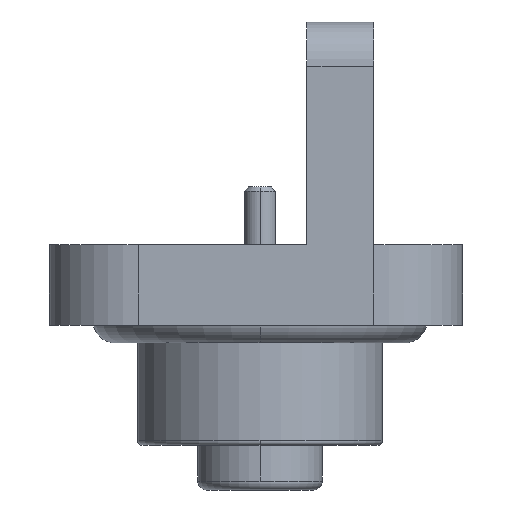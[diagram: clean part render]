
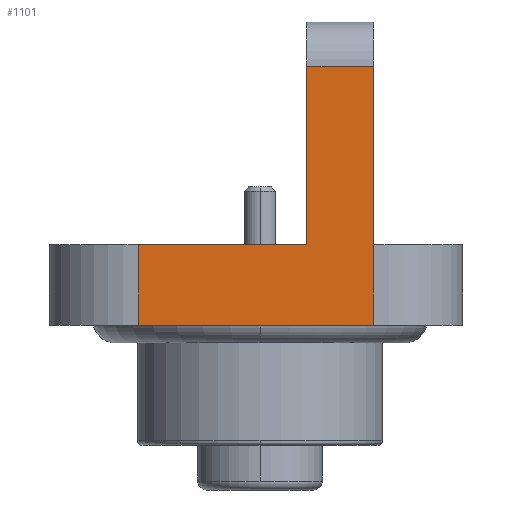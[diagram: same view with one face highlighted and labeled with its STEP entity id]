
A CAD part, left-side view. The second image highlights one B-rep face of the part: STEP entity #1101.
In plain terms, the highlighted planar face has unit normal (-1, 0, 0).
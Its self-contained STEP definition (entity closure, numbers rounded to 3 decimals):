
#22 = LINE ( 'NONE', #2011, #1073 ) ;
#108 = DIRECTION ( 'NONE',  ( 0., 0., 1. ) ) ;
#149 = ORIENTED_EDGE ( 'NONE', *, *, #3164, .F. ) ;
#546 = VECTOR ( 'NONE', #4928, 1000. ) ;
#848 = ORIENTED_EDGE ( 'NONE', *, *, #1868, .T. ) ;
#1018 = EDGE_CURVE ( 'NONE', #5221, #3957, #4923, .T. ) ;
#1073 = VECTOR ( 'NONE', #5873, 1000. ) ;
#1101 = ADVANCED_FACE ( 'NONE', ( #5676 ), #5187, .F. ) ;
#1143 = EDGE_LOOP ( 'NONE', ( #2279, #848, #4008, #149, #2644, #4510, #3791 ) ) ;
#1174 = VERTEX_POINT ( 'NONE', #2739 ) ;
#1342 = DIRECTION ( 'NONE',  ( 0., 1., 0. ) ) ;
#1658 = DIRECTION ( 'NONE',  ( 0., 0., -1. ) ) ;
#1742 = CARTESIAN_POINT ( 'NONE',  ( -13.65, 17.45, 20.4 ) ) ;
#1761 = CARTESIAN_POINT ( 'NONE',  ( -13.65, 22.73, 16.4 ) ) ;
#1868 = EDGE_CURVE ( 'NONE', #3957, #2259, #1948, .T. ) ;
#1948 = LINE ( 'NONE', #3857, #5795 ) ;
#2011 = CARTESIAN_POINT ( 'NONE',  ( -13.65, 18.95, 16.4 ) ) ;
#2120 = CARTESIAN_POINT ( 'NONE',  ( -13.65, 17.45, 20.4 ) ) ;
#2259 = VERTEX_POINT ( 'NONE', #5409 ) ;
#2279 = ORIENTED_EDGE ( 'NONE', *, *, #1018, .T. ) ;
#2594 = CARTESIAN_POINT ( 'NONE',  ( -13.65, 18.95, 16.4 ) ) ;
#2617 = VECTOR ( 'NONE', #1658, 1000. ) ;
#2644 = ORIENTED_EDGE ( 'NONE', *, *, #5653, .T. ) ;
#2739 = CARTESIAN_POINT ( 'NONE',  ( -13.65, 18.95, 20.4 ) ) ;
#2780 = CARTESIAN_POINT ( 'NONE',  ( -13.65, 20., 17.5 ) ) ;
#2798 = EDGE_CURVE ( 'NONE', #2901, #1174, #5684, .T. ) ;
#2901 = VERTEX_POINT ( 'NONE', #5901 ) ;
#3030 = CARTESIAN_POINT ( 'NONE',  ( -13.65, 17.45, 20.4 ) ) ;
#3164 = EDGE_CURVE ( 'NONE', #4911, #5475, #5727, .T. ) ;
#3234 = VECTOR ( 'NONE', #5979, 1000. ) ;
#3282 = DIRECTION ( 'NONE',  ( 1., 0., 0. ) ) ;
#3614 = CARTESIAN_POINT ( 'NONE',  ( -13.65, 17.45, 16.4 ) ) ;
#3791 = ORIENTED_EDGE ( 'NONE', *, *, #4159, .T. ) ;
#3857 = CARTESIAN_POINT ( 'NONE',  ( -13.65, 22.55, 14.6 ) ) ;
#3957 = VERTEX_POINT ( 'NONE', #4745 ) ;
#4008 = ORIENTED_EDGE ( 'NONE', *, *, #4097, .T. ) ;
#4080 = VECTOR ( 'NONE', #108, 1000. ) ;
#4097 = EDGE_CURVE ( 'NONE', #2259, #5475, #6004, .T. ) ;
#4159 = EDGE_CURVE ( 'NONE', #2901, #5221, #22, .T. ) ;
#4439 = DIRECTION ( 'NONE',  ( 0., 0., -1. ) ) ;
#4510 = ORIENTED_EDGE ( 'NONE', *, *, #2798, .F. ) ;
#4745 = CARTESIAN_POINT ( 'NONE',  ( -13.65, 22.73, 14.6 ) ) ;
#4911 = VERTEX_POINT ( 'NONE', #1742 ) ;
#4923 = LINE ( 'NONE', #5968, #5294 ) ;
#4926 = DIRECTION ( 'NONE',  ( 0., -1., 0. ) ) ;
#4928 = DIRECTION ( 'NONE',  ( 0., 0., 1. ) ) ;
#5031 = LINE ( 'NONE', #3030, #3234 ) ;
#5187 = PLANE ( 'NONE',  #5204 ) ;
#5204 = AXIS2_PLACEMENT_3D ( 'NONE', #2780, #3282, #1342 ) ;
#5221 = VERTEX_POINT ( 'NONE', #1761 ) ;
#5294 = VECTOR ( 'NONE', #4439, 1000. ) ;
#5409 = CARTESIAN_POINT ( 'NONE',  ( -13.65, 17.45, 14.6 ) ) ;
#5475 = VERTEX_POINT ( 'NONE', #3614 ) ;
#5653 = EDGE_CURVE ( 'NONE', #4911, #1174, #5031, .T. ) ;
#5676 = FACE_OUTER_BOUND ( 'NONE', #1143, .T. ) ;
#5684 = LINE ( 'NONE', #2594, #4080 ) ;
#5727 = LINE ( 'NONE', #2120, #2617 ) ;
#5795 = VECTOR ( 'NONE', #4926, 1000. ) ;
#5873 = DIRECTION ( 'NONE',  ( 0., 1., 0. ) ) ;
#5901 = CARTESIAN_POINT ( 'NONE',  ( -13.65, 18.95, 16.4 ) ) ;
#5968 = CARTESIAN_POINT ( 'NONE',  ( -13.65, 22.73, 16.4 ) ) ;
#5979 = DIRECTION ( 'NONE',  ( 0., 1., 0. ) ) ;
#6004 = LINE ( 'NONE', #6353, #546 ) ;
#6353 = CARTESIAN_POINT ( 'NONE',  ( -13.65, 17.45, 14.6 ) ) ;
